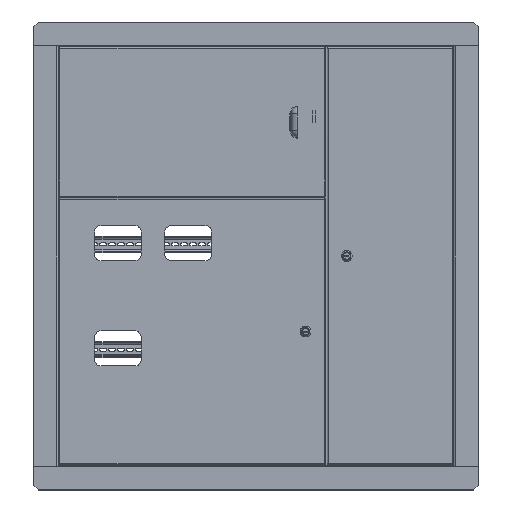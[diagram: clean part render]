
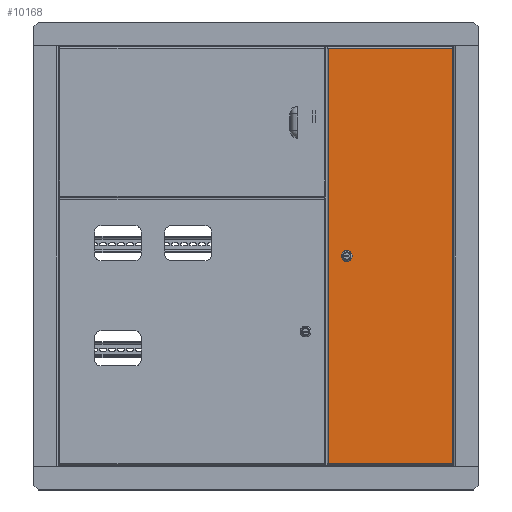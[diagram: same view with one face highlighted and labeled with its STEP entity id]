
A CAD part, top view. The second image highlights one B-rep face of the part: STEP entity #10168.
In plain terms, the highlighted planar face has unit normal (0, 0, 1).
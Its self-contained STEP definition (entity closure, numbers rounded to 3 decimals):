
#144 = DIRECTION ( 'NONE',  ( 1., 0., 0. ) ) ;
#209 = EDGE_LOOP ( 'NONE', ( #32011, #44186, #45338, #5374 ) ) ;
#457 = DIRECTION ( 'NONE',  ( -1., 0., 0. ) ) ;
#982 = PLANE ( 'NONE',  #39322 ) ;
#1471 = EDGE_CURVE ( 'NONE', #49832, #1769, #40343, .T. ) ;
#1769 = VERTEX_POINT ( 'NONE', #16685 ) ;
#2655 = VECTOR ( 'NONE', #20813, 1000. ) ;
#2681 = DIRECTION ( 'NONE',  ( 1., 0., 0. ) ) ;
#3659 = ORIENTED_EDGE ( 'NONE', *, *, #22887, .T. ) ;
#3921 = CARTESIAN_POINT ( 'NONE',  ( -267., -890., 0. ) ) ;
#5360 = LINE ( 'NONE', #39850, #2655 ) ;
#5374 = ORIENTED_EDGE ( 'NONE', *, *, #36901, .F. ) ;
#5628 = CARTESIAN_POINT ( 'NONE',  ( -218.5, -442.351, 0. ) ) ;
#6339 = EDGE_CURVE ( 'NONE', #1769, #21820, #48233, .T. ) ;
#6607 = CARTESIAN_POINT ( 'NONE',  ( -218.5, -449.649, 0. ) ) ;
#7824 = EDGE_CURVE ( 'NONE', #41228, #44342, #31618, .T. ) ;
#9503 = CARTESIAN_POINT ( 'NONE',  ( -227., -446., 0. ) ) ;
#10168 = ADVANCED_FACE ( 'NONE', ( #42312, #35698 ), #982, .F. ) ;
#15569 = DIRECTION ( 'NONE',  ( 0., 1., 0. ) ) ;
#15902 = DIRECTION ( 'NONE',  ( 0., 0., -1. ) ) ;
#16685 = CARTESIAN_POINT ( 'NONE',  ( -235.5, -449.649, 0. ) ) ;
#17084 = EDGE_CURVE ( 'NONE', #21820, #47130, #46256, .T. ) ;
#17156 = DIRECTION ( 'NONE',  ( 0., -1., 0. ) ) ;
#18536 = AXIS2_PLACEMENT_3D ( 'NONE', #9503, #21650, #2681 ) ;
#19777 = ORIENTED_EDGE ( 'NONE', *, *, #26283, .T. ) ;
#20813 = DIRECTION ( 'NONE',  ( -1., 0., 0. ) ) ;
#21292 = DIRECTION ( 'NONE',  ( 0., 1., 0. ) ) ;
#21509 = AXIS2_PLACEMENT_3D ( 'NONE', #24457, #28260, #33064 ) ;
#21650 = DIRECTION ( 'NONE',  ( 0., 0., 1. ) ) ;
#21820 = VERTEX_POINT ( 'NONE', #6607 ) ;
#22887 = EDGE_CURVE ( 'NONE', #31611, #35903, #40577, .T. ) ;
#24171 = VECTOR ( 'NONE', #144, 1000. ) ;
#24457 = CARTESIAN_POINT ( 'NONE',  ( -227., -446., 0. ) ) ;
#25115 = ORIENTED_EDGE ( 'NONE', *, *, #7824, .T. ) ;
#26283 = EDGE_CURVE ( 'NONE', #44342, #31611, #42469, .T. ) ;
#26970 = VECTOR ( 'NONE', #36545, 1000. ) ;
#27028 = CARTESIAN_POINT ( 'NONE',  ( -2., -2., 0. ) ) ;
#28260 = DIRECTION ( 'NONE',  ( 0., 0., 1. ) ) ;
#28785 = VECTOR ( 'NONE', #15569, 1000. ) ;
#31018 = CARTESIAN_POINT ( 'NONE',  ( -218.5, -442.351, 0. ) ) ;
#31202 = VECTOR ( 'NONE', #21292, 1000. ) ;
#31611 = VERTEX_POINT ( 'NONE', #43547 ) ;
#31618 = LINE ( 'NONE', #36172, #46809 ) ;
#32011 = ORIENTED_EDGE ( 'NONE', *, *, #17084, .F. ) ;
#33011 = CARTESIAN_POINT ( 'NONE',  ( -267., -2., 0. ) ) ;
#33064 = DIRECTION ( 'NONE',  ( 1., 0., 0. ) ) ;
#35698 = FACE_OUTER_BOUND ( 'NONE', #37164, .T. ) ;
#35903 = VERTEX_POINT ( 'NONE', #27028 ) ;
#36032 = CARTESIAN_POINT ( 'NONE',  ( -235.5, -442.351, 0. ) ) ;
#36172 = CARTESIAN_POINT ( 'NONE',  ( -267., -2., 0. ) ) ;
#36545 = DIRECTION ( 'NONE',  ( 0., -1., 0. ) ) ;
#36901 = EDGE_CURVE ( 'NONE', #47130, #49832, #40406, .T. ) ;
#37164 = EDGE_LOOP ( 'NONE', ( #3659, #39579, #25115, #19777 ) ) ;
#39322 = AXIS2_PLACEMENT_3D ( 'NONE', #47338, #15902, #457 ) ;
#39579 = ORIENTED_EDGE ( 'NONE', *, *, #45912, .T. ) ;
#39850 = CARTESIAN_POINT ( 'NONE',  ( 0., -2., 0. ) ) ;
#40343 = LINE ( 'NONE', #36032, #26970 ) ;
#40406 = CIRCLE ( 'NONE', #18536, 9.25 ) ;
#40577 = LINE ( 'NONE', #44385, #31202 ) ;
#41228 = VERTEX_POINT ( 'NONE', #33011 ) ;
#42312 = FACE_BOUND ( 'NONE', #209, .T. ) ;
#42469 = LINE ( 'NONE', #3921, #24171 ) ;
#43547 = CARTESIAN_POINT ( 'NONE',  ( -2., -890., 0. ) ) ;
#44186 = ORIENTED_EDGE ( 'NONE', *, *, #6339, .F. ) ;
#44342 = VERTEX_POINT ( 'NONE', #47192 ) ;
#44385 = CARTESIAN_POINT ( 'NONE',  ( -2., -890., 0. ) ) ;
#45338 = ORIENTED_EDGE ( 'NONE', *, *, #1471, .F. ) ;
#45912 = EDGE_CURVE ( 'NONE', #35903, #41228, #5360, .T. ) ;
#46256 = LINE ( 'NONE', #31018, #28785 ) ;
#46488 = CARTESIAN_POINT ( 'NONE',  ( -235.5, -442.351, 0. ) ) ;
#46809 = VECTOR ( 'NONE', #17156, 1000. ) ;
#47130 = VERTEX_POINT ( 'NONE', #5628 ) ;
#47192 = CARTESIAN_POINT ( 'NONE',  ( -267., -890., 0. ) ) ;
#47338 = CARTESIAN_POINT ( 'NONE',  ( 0., 0., 0. ) ) ;
#48233 = CIRCLE ( 'NONE', #21509, 9.25 ) ;
#49832 = VERTEX_POINT ( 'NONE', #46488 ) ;
